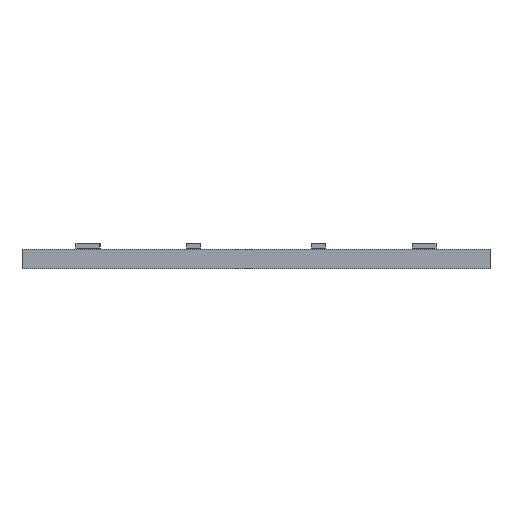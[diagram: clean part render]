
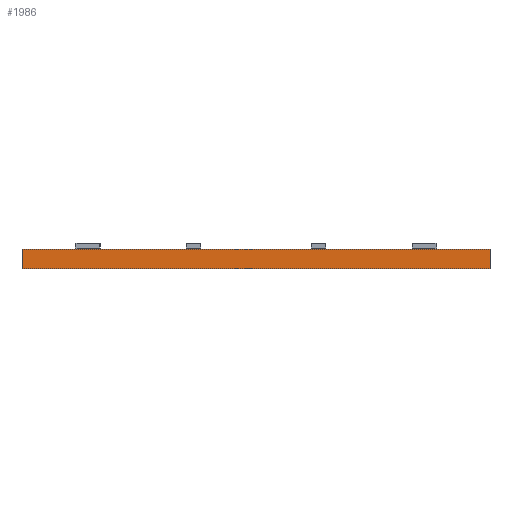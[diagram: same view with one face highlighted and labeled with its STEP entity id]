
A CAD part, front view. The second image highlights one B-rep face of the part: STEP entity #1986.
In plain terms, the highlighted planar face has unit normal (0, -1, 0).
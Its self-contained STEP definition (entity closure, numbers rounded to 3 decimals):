
#1986 = ADVANCED_FACE('',(#1987),#2001,.T.);
#1987 = FACE_BOUND('',#1988,.T.);
#1988 = EDGE_LOOP('',(#1989,#2024,#2052,#2080));
#1989 = ORIENTED_EDGE('',*,*,#1990,.T.);
#1990 = EDGE_CURVE('',#1991,#1993,#1995,.T.);
#1991 = VERTEX_POINT('',#1992);
#1992 = CARTESIAN_POINT('',(19.05,-19.05,0.));
#1993 = VERTEX_POINT('',#1994);
#1994 = CARTESIAN_POINT('',(19.05,-19.05,1.6));
#1995 = SURFACE_CURVE('',#1996,(#2000,#2012),.PCURVE_S1.);
#1996 = LINE('',#1997,#1998);
#1997 = CARTESIAN_POINT('',(19.05,-19.05,0.));
#1998 = VECTOR('',#1999,1.);
#1999 = DIRECTION('',(0.,0.,1.));
#2000 = PCURVE('',#2001,#2006);
#2001 = PLANE('',#2002);
#2002 = AXIS2_PLACEMENT_3D('',#2003,#2004,#2005);
#2003 = CARTESIAN_POINT('',(19.05,-19.05,0.));
#2004 = DIRECTION('',(0.,-1.,0.));
#2005 = DIRECTION('',(-1.,0.,0.));
#2006 = DEFINITIONAL_REPRESENTATION('',(#2007),#2011);
#2007 = LINE('',#2008,#2009);
#2008 = CARTESIAN_POINT('',(0.,-0.));
#2009 = VECTOR('',#2010,1.);
#2010 = DIRECTION('',(0.,-1.));
#2011 = ( GEOMETRIC_REPRESENTATION_CONTEXT(2) 
PARAMETRIC_REPRESENTATION_CONTEXT() REPRESENTATION_CONTEXT('2D SPACE',''
  ) );
#2012 = PCURVE('',#2013,#2018);
#2013 = PLANE('',#2014);
#2014 = AXIS2_PLACEMENT_3D('',#2015,#2016,#2017);
#2015 = CARTESIAN_POINT('',(19.05,19.05,0.));
#2016 = DIRECTION('',(1.,0.,-0.));
#2017 = DIRECTION('',(0.,-1.,0.));
#2018 = DEFINITIONAL_REPRESENTATION('',(#2019),#2023);
#2019 = LINE('',#2020,#2021);
#2020 = CARTESIAN_POINT('',(38.1,0.));
#2021 = VECTOR('',#2022,1.);
#2022 = DIRECTION('',(0.,-1.));
#2023 = ( GEOMETRIC_REPRESENTATION_CONTEXT(2) 
PARAMETRIC_REPRESENTATION_CONTEXT() REPRESENTATION_CONTEXT('2D SPACE',''
  ) );
#2024 = ORIENTED_EDGE('',*,*,#2025,.T.);
#2025 = EDGE_CURVE('',#1993,#2026,#2028,.T.);
#2026 = VERTEX_POINT('',#2027);
#2027 = CARTESIAN_POINT('',(-19.05,-19.05,1.6));
#2028 = SURFACE_CURVE('',#2029,(#2033,#2040),.PCURVE_S1.);
#2029 = LINE('',#2030,#2031);
#2030 = CARTESIAN_POINT('',(19.05,-19.05,1.6));
#2031 = VECTOR('',#2032,1.);
#2032 = DIRECTION('',(-1.,0.,0.));
#2033 = PCURVE('',#2001,#2034);
#2034 = DEFINITIONAL_REPRESENTATION('',(#2035),#2039);
#2035 = LINE('',#2036,#2037);
#2036 = CARTESIAN_POINT('',(0.,-1.6));
#2037 = VECTOR('',#2038,1.);
#2038 = DIRECTION('',(1.,0.));
#2039 = ( GEOMETRIC_REPRESENTATION_CONTEXT(2) 
PARAMETRIC_REPRESENTATION_CONTEXT() REPRESENTATION_CONTEXT('2D SPACE',''
  ) );
#2040 = PCURVE('',#2041,#2046);
#2041 = PLANE('',#2042);
#2042 = AXIS2_PLACEMENT_3D('',#2043,#2044,#2045);
#2043 = CARTESIAN_POINT('',(0.,0.,1.6));
#2044 = DIRECTION('',(-0.,-0.,-1.));
#2045 = DIRECTION('',(-1.,0.,0.));
#2046 = DEFINITIONAL_REPRESENTATION('',(#2047),#2051);
#2047 = LINE('',#2048,#2049);
#2048 = CARTESIAN_POINT('',(-19.05,-19.05));
#2049 = VECTOR('',#2050,1.);
#2050 = DIRECTION('',(1.,0.));
#2051 = ( GEOMETRIC_REPRESENTATION_CONTEXT(2) 
PARAMETRIC_REPRESENTATION_CONTEXT() REPRESENTATION_CONTEXT('2D SPACE',''
  ) );
#2052 = ORIENTED_EDGE('',*,*,#2053,.F.);
#2053 = EDGE_CURVE('',#2054,#2026,#2056,.T.);
#2054 = VERTEX_POINT('',#2055);
#2055 = CARTESIAN_POINT('',(-19.05,-19.05,0.));
#2056 = SURFACE_CURVE('',#2057,(#2061,#2068),.PCURVE_S1.);
#2057 = LINE('',#2058,#2059);
#2058 = CARTESIAN_POINT('',(-19.05,-19.05,0.));
#2059 = VECTOR('',#2060,1.);
#2060 = DIRECTION('',(0.,0.,1.));
#2061 = PCURVE('',#2001,#2062);
#2062 = DEFINITIONAL_REPRESENTATION('',(#2063),#2067);
#2063 = LINE('',#2064,#2065);
#2064 = CARTESIAN_POINT('',(38.1,0.));
#2065 = VECTOR('',#2066,1.);
#2066 = DIRECTION('',(0.,-1.));
#2067 = ( GEOMETRIC_REPRESENTATION_CONTEXT(2) 
PARAMETRIC_REPRESENTATION_CONTEXT() REPRESENTATION_CONTEXT('2D SPACE',''
  ) );
#2068 = PCURVE('',#2069,#2074);
#2069 = PLANE('',#2070);
#2070 = AXIS2_PLACEMENT_3D('',#2071,#2072,#2073);
#2071 = CARTESIAN_POINT('',(-19.05,-19.05,0.));
#2072 = DIRECTION('',(-1.,0.,0.));
#2073 = DIRECTION('',(0.,1.,0.));
#2074 = DEFINITIONAL_REPRESENTATION('',(#2075),#2079);
#2075 = LINE('',#2076,#2077);
#2076 = CARTESIAN_POINT('',(0.,0.));
#2077 = VECTOR('',#2078,1.);
#2078 = DIRECTION('',(0.,-1.));
#2079 = ( GEOMETRIC_REPRESENTATION_CONTEXT(2) 
PARAMETRIC_REPRESENTATION_CONTEXT() REPRESENTATION_CONTEXT('2D SPACE',''
  ) );
#2080 = ORIENTED_EDGE('',*,*,#2081,.F.);
#2081 = EDGE_CURVE('',#1991,#2054,#2082,.T.);
#2082 = SURFACE_CURVE('',#2083,(#2087,#2094),.PCURVE_S1.);
#2083 = LINE('',#2084,#2085);
#2084 = CARTESIAN_POINT('',(19.05,-19.05,0.));
#2085 = VECTOR('',#2086,1.);
#2086 = DIRECTION('',(-1.,0.,0.));
#2087 = PCURVE('',#2001,#2088);
#2088 = DEFINITIONAL_REPRESENTATION('',(#2089),#2093);
#2089 = LINE('',#2090,#2091);
#2090 = CARTESIAN_POINT('',(0.,-0.));
#2091 = VECTOR('',#2092,1.);
#2092 = DIRECTION('',(1.,0.));
#2093 = ( GEOMETRIC_REPRESENTATION_CONTEXT(2) 
PARAMETRIC_REPRESENTATION_CONTEXT() REPRESENTATION_CONTEXT('2D SPACE',''
  ) );
#2094 = PCURVE('',#2095,#2100);
#2095 = PLANE('',#2096);
#2096 = AXIS2_PLACEMENT_3D('',#2097,#2098,#2099);
#2097 = CARTESIAN_POINT('',(0.,0.,0.));
#2098 = DIRECTION('',(-0.,-0.,-1.));
#2099 = DIRECTION('',(-1.,0.,0.));
#2100 = DEFINITIONAL_REPRESENTATION('',(#2101),#2105);
#2101 = LINE('',#2102,#2103);
#2102 = CARTESIAN_POINT('',(-19.05,-19.05));
#2103 = VECTOR('',#2104,1.);
#2104 = DIRECTION('',(1.,0.));
#2105 = ( GEOMETRIC_REPRESENTATION_CONTEXT(2) 
PARAMETRIC_REPRESENTATION_CONTEXT() REPRESENTATION_CONTEXT('2D SPACE',''
  ) );
